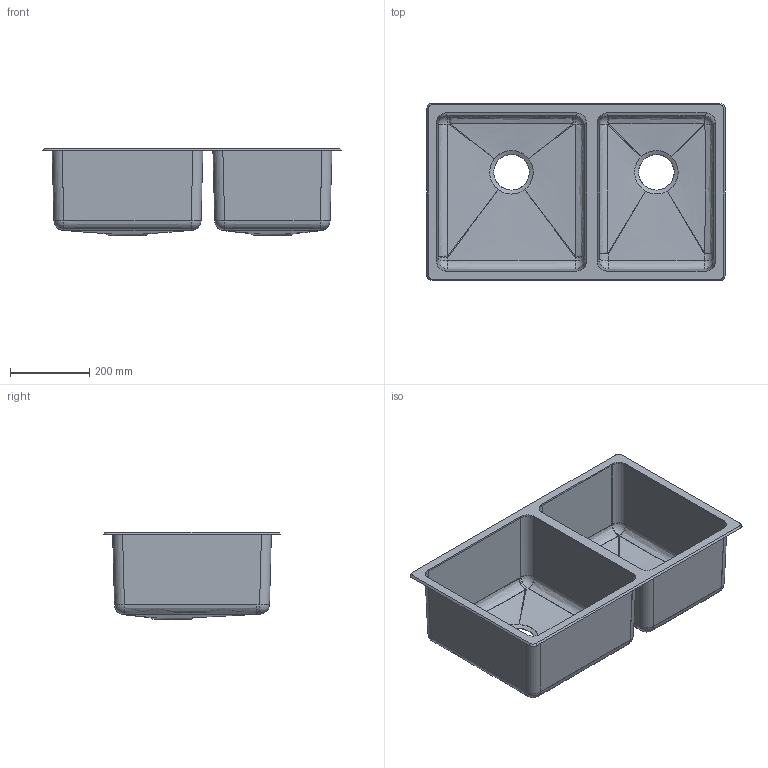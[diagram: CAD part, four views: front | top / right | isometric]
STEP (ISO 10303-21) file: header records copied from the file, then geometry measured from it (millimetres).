
FILE_DESCRIPTION(/* description */ (''),/* implementation_level */ '2;1');
FILE_NAME(/* name */ 'HD7544',/* time_stamp */ '2020-03-09T15:03:51+08:00',/* author */ (''),/* organization */ (''),/* preprocessor_version */ 'ST-DEVELOPER v9',/* originating_system */ 'UGS - NX 4.0',/* authorisation */ '');
FILE_SCHEMA (('AUTOMOTIVE_DESIGN { 1 0 10303 214 1 1 1 1 }'));
Length unit declared in the file: millimetre
Products named in the file (1): Admi97FEwxtf
Bounding box: 751 x 446 x 220 mm (x, y, z)
Volume: 1100612.9 mm3; surface area: 1719183.2 mm2
Topology: 1 solids, 1 shells, 146 faces, 386 edges, 228 vertices
Faces by surface type: bspline 68, sphere 32, plane 24, cylinder 20, extrusion 2
Entity records: 7210 total; most frequent: CARTESIAN_POINT 4242, ORIENTED_EDGE 718, DIRECTION 460, EDGE_CURVE 359, VERTEX_POINT 223, AXIS2_PLACEMENT_3D 197, B_SPLINE_CURVE_WITH_KNOTS 175, EDGE_LOOP 158
